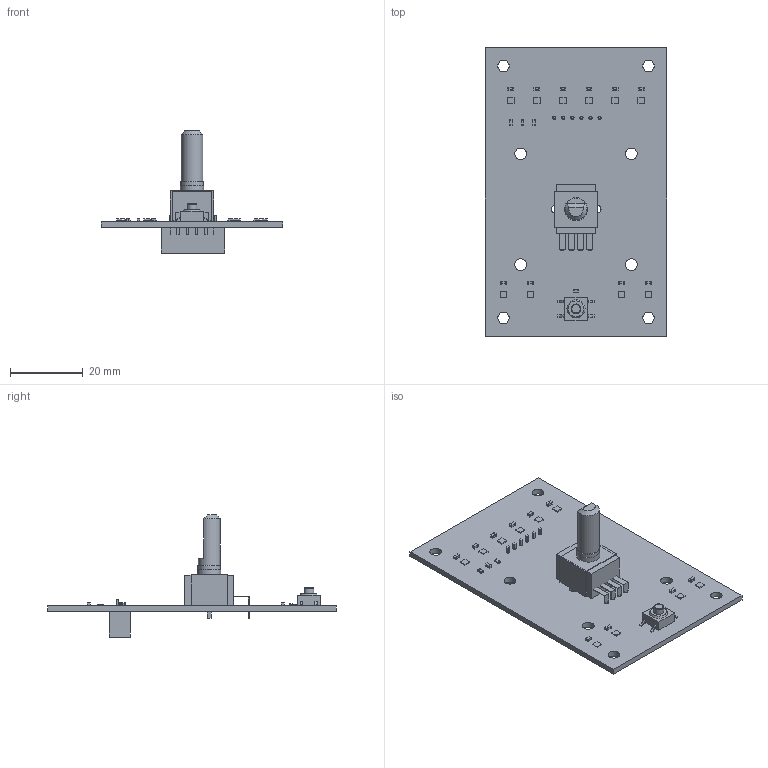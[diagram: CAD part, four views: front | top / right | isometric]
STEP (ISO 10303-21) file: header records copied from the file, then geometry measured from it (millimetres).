
FILE_DESCRIPTION(('KiCad electronic assembly'),'2;1');
FILE_NAME('controlboard.step','2023-04-06T01:04:51',('Pcbnew'),('Kicad') ,'Open CASCADE STEP processor 7.6','KiCad to STEP converter','Unknown' );
FILE_SCHEMA(('AUTOMOTIVE_DESIGN { 1 0 10303 214 1 1 1 1 }'));
Length unit declared in the file: millimetre
Products named in the file (23): controlboard 1; 19-C47 RSGHBHC-5V01 2T; SOLID; C_0603_1608Metric; R_0603_1608Metric; CK switches KSC SLT G; bourns PTV111-4425A; jst-xh-6a; PCB
Assembly tree (43 placements, depth 3):
  controlboard 1
    19-C47 RSGHBHC-5V01 2T  x10
      SOLID
    C_0603_1608Metric  x11
      SOLID
    R_0603_1608Metric  x3
      SOLID
    CK switches KSC SLT G
      SOLID
      SOLID
      SOLID
      SOLID
    bourns PTV111-4425A
      SOLID
      SOLID
      SOLID
      SOLID
      SOLID
      SOLID
      SOLID
    jst-xh-6a
      SOLID
    PCB
Bounding box: 50 x 79.5 x 33.68 mm (x, y, z)
Volume: 8944.6 mm3; surface area: 11891 mm2
Topology: 37 solids, 37 shells, 829 faces, 2134 edges, 1417 vertices
Faces by surface type: plane 643, cylinder 182, cone 3, torus 1
Full cylindrical faces by diameter (mm): 0.9 x6, 1 x4, 2.1 x1, 2.2 x1, 2.7 x1, 3.2 x8, 5.3 x1, 6 x1, 6.2 x1, 6.4 x2
Entity records: 20379 total; most frequent: CARTESIAN_POINT 3497, DIRECTION 2921, LINE 2009, VECTOR 2009, ORIENTED_EDGE 1476, PCURVE 1476, DEFINITIONAL_REPRESENTATION 1476, EDGE_CURVE 738
